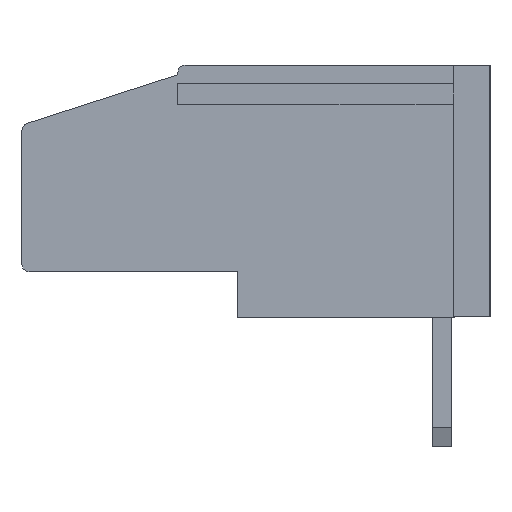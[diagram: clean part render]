
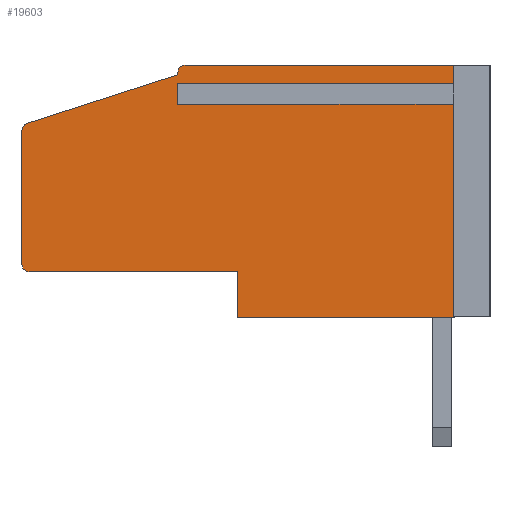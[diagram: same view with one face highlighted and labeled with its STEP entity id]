
A CAD part, left-side view. The second image highlights one B-rep face of the part: STEP entity #19603.
In plain terms, the highlighted planar face has unit normal (-1, 0, 0).
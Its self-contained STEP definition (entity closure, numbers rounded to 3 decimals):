
#24 = DIRECTION ( 'NONE',  ( 0., -1., 0. ) ) ;
#240 = ORIENTED_EDGE ( 'NONE', *, *, #35346, .F. ) ;
#286 = CARTESIAN_POINT ( 'NONE',  ( 0., 1.5, 10.5 ) ) ;
#448 = VECTOR ( 'NONE', #23545, 1000. ) ;
#1138 = EDGE_CURVE ( 'NONE', #38032, #33526, #29748, .T. ) ;
#1593 = CARTESIAN_POINT ( 'NONE',  ( 0., 13., 9.502 ) ) ;
#1979 = DIRECTION ( 'NONE',  ( 0., 0., -1. ) ) ;
#2519 = LINE ( 'NONE', #28412, #32592 ) ;
#2542 = VERTEX_POINT ( 'NONE', #23624 ) ;
#2874 = CARTESIAN_POINT ( 'NONE',  ( 0., 19.2, 2.2 ) ) ;
#3036 = ORIENTED_EDGE ( 'NONE', *, *, #31757, .F. ) ;
#3086 = DIRECTION ( 'NONE',  ( -1., 0., 0. ) ) ;
#3491 = DIRECTION ( 'NONE',  ( 0., 0., -1. ) ) ;
#3868 = CARTESIAN_POINT ( 'NONE',  ( 0., 19.5, 2.2 ) ) ;
#4174 = CARTESIAN_POINT ( 'NONE',  ( 0., 19.5, 0. ) ) ;
#4584 = LINE ( 'NONE', #31565, #21622 ) ;
#5299 = VERTEX_POINT ( 'NONE', #29400 ) ;
#6058 = CARTESIAN_POINT ( 'NONE',  ( 0., 13., 9.098 ) ) ;
#6342 = CARTESIAN_POINT ( 'NONE',  ( 0., 19.5, 10.5 ) ) ;
#6641 = EDGE_LOOP ( 'NONE', ( #6909, #41809, #28799, #23826, #40449, #240, #39207, #24183, #7448, #3036, #14352, #43037, #25193, #36753, #32002 ) ) ;
#6874 = VERTEX_POINT ( 'NONE', #12395 ) ;
#6909 = ORIENTED_EDGE ( 'NONE', *, *, #12645, .F. ) ;
#7448 = ORIENTED_EDGE ( 'NONE', *, *, #37620, .T. ) ;
#8004 = VECTOR ( 'NONE', #9749, 1000. ) ;
#8295 = CARTESIAN_POINT ( 'NONE',  ( 0., 19.5, 10.5 ) ) ;
#8319 = DIRECTION ( 'NONE',  ( 0., 0., 1. ) ) ;
#9096 = VECTOR ( 'NONE', #13558, 1000. ) ;
#9134 = VERTEX_POINT ( 'NONE', #35203 ) ;
#9549 = EDGE_CURVE ( 'NONE', #39517, #6874, #20042, .T. ) ;
#9749 = DIRECTION ( 'NONE',  ( 0., -1., 0. ) ) ;
#9767 = AXIS2_PLACEMENT_3D ( 'NONE', #2874, #3086, #22680 ) ;
#10107 = VECTOR ( 'NONE', #8319, 1000. ) ;
#10524 = LINE ( 'NONE', #20738, #41638 ) ;
#10533 = CARTESIAN_POINT ( 'NONE',  ( 0., 1.5, 0. ) ) ;
#11025 = CARTESIAN_POINT ( 'NONE',  ( 0., 12.7, 10.2 ) ) ;
#12395 = CARTESIAN_POINT ( 'NONE',  ( 0., 1.5, 10.5 ) ) ;
#12627 = CARTESIAN_POINT ( 'NONE',  ( 0., 12.7, 10.5 ) ) ;
#12645 = EDGE_CURVE ( 'NONE', #13414, #32429, #31573, .T. ) ;
#13414 = VERTEX_POINT ( 'NONE', #3868 ) ;
#13558 = DIRECTION ( 'NONE',  ( 0., -1., 0. ) ) ;
#13563 = EDGE_CURVE ( 'NONE', #20728, #38032, #2519, .T. ) ;
#13797 = VECTOR ( 'NONE', #35266, 1000. ) ;
#14352 = ORIENTED_EDGE ( 'NONE', *, *, #9549, .F. ) ;
#14819 = PLANE ( 'NONE',  #18389 ) ;
#15184 = DIRECTION ( 'NONE',  ( -1., 0., 0. ) ) ;
#15924 = VECTOR ( 'NONE', #17870, 1000. ) ;
#15940 = EDGE_CURVE ( 'NONE', #22598, #36282, #23764, .T. ) ;
#17476 = DIRECTION ( 'NONE',  ( 0., -1., 0. ) ) ;
#17870 = DIRECTION ( 'NONE',  ( 0., 0., 1. ) ) ;
#17967 = DIRECTION ( 'NONE',  ( 0., 0., -1. ) ) ;
#18201 = VECTOR ( 'NONE', #24, 1000. ) ;
#18360 = AXIS2_PLACEMENT_3D ( 'NONE', #11025, #20613, #17967 ) ;
#18389 = AXIS2_PLACEMENT_3D ( 'NONE', #41171, #31805, #1979 ) ;
#18426 = EDGE_CURVE ( 'NONE', #2542, #42404, #35274, .T. ) ;
#18477 = LINE ( 'NONE', #18693, #13797 ) ;
#18522 = VERTEX_POINT ( 'NONE', #25222 ) ;
#18606 = DIRECTION ( 'NONE',  ( 0., 0., -1. ) ) ;
#18693 = CARTESIAN_POINT ( 'NONE',  ( 0., 10.5, 1.9 ) ) ;
#19603 = ADVANCED_FACE ( 'NONE', ( #27887 ), #14819, .F. ) ;
#20042 = LINE ( 'NONE', #6342, #18201 ) ;
#20285 = EDGE_CURVE ( 'NONE', #31217, #32429, #37165, .T. ) ;
#20613 = DIRECTION ( 'NONE',  ( -1., 0., 0. ) ) ;
#20669 = LINE ( 'NONE', #33329, #26870 ) ;
#20728 = VERTEX_POINT ( 'NONE', #1593 ) ;
#20738 = CARTESIAN_POINT ( 'NONE',  ( 0., 13., 9.502 ) ) ;
#21156 = LINE ( 'NONE', #40574, #10107 ) ;
#21339 = CARTESIAN_POINT ( 'NONE',  ( 0., 10.5, 0. ) ) ;
#21622 = VECTOR ( 'NONE', #24383, 1000. ) ;
#22598 = VERTEX_POINT ( 'NONE', #21339 ) ;
#22680 = DIRECTION ( 'NONE',  ( 0., 0., -1. ) ) ;
#22771 = CARTESIAN_POINT ( 'NONE',  ( 0., 19.2, 7.782 ) ) ;
#23545 = DIRECTION ( 'NONE',  ( 0., 0., -1. ) ) ;
#23624 = CARTESIAN_POINT ( 'NONE',  ( 0., 10.5, 1.9 ) ) ;
#23646 = CARTESIAN_POINT ( 'NONE',  ( 0., 13., 9.098 ) ) ;
#23764 = LINE ( 'NONE', #4174, #9096 ) ;
#23826 = ORIENTED_EDGE ( 'NONE', *, *, #38700, .F. ) ;
#24183 = ORIENTED_EDGE ( 'NONE', *, *, #13563, .F. ) ;
#24383 = DIRECTION ( 'NONE',  ( 0., -0.952, 0.307 ) ) ;
#24799 = EDGE_CURVE ( 'NONE', #31217, #5299, #4584, .T. ) ;
#25193 = ORIENTED_EDGE ( 'NONE', *, *, #32524, .F. ) ;
#25222 = CARTESIAN_POINT ( 'NONE',  ( 0., 13., 10.2 ) ) ;
#26870 = VECTOR ( 'NONE', #3491, 1000. ) ;
#27887 = FACE_OUTER_BOUND ( 'NONE', #6641, .T. ) ;
#28412 = CARTESIAN_POINT ( 'NONE',  ( 0., 13., 9.502 ) ) ;
#28799 = ORIENTED_EDGE ( 'NONE', *, *, #18426, .F. ) ;
#29088 = DIRECTION ( 'NONE',  ( 0., 0., -1. ) ) ;
#29400 = CARTESIAN_POINT ( 'NONE',  ( 0., 13., 10.1 ) ) ;
#29748 = LINE ( 'NONE', #23646, #8004 ) ;
#31217 = VERTEX_POINT ( 'NONE', #39920 ) ;
#31321 = CIRCLE ( 'NONE', #9767, 0.3 ) ;
#31565 = CARTESIAN_POINT ( 'NONE',  ( 0., 19.5, 8. ) ) ;
#31573 = LINE ( 'NONE', #8295, #15924 ) ;
#31757 = EDGE_CURVE ( 'NONE', #6874, #9134, #33385, .T. ) ;
#31805 = DIRECTION ( 'NONE',  ( 1., 0., 0. ) ) ;
#32002 = ORIENTED_EDGE ( 'NONE', *, *, #20285, .T. ) ;
#32225 = DIRECTION ( 'NONE',  ( 0., 1., 0. ) ) ;
#32429 = VERTEX_POINT ( 'NONE', #37098 ) ;
#32524 = EDGE_CURVE ( 'NONE', #5299, #18522, #21156, .T. ) ;
#32592 = VECTOR ( 'NONE', #18606, 1000. ) ;
#32978 = VECTOR ( 'NONE', #32225, 1000. ) ;
#33003 = CIRCLE ( 'NONE', #18360, 0.3 ) ;
#33238 = EDGE_CURVE ( 'NONE', #39517, #18522, #33003, .T. ) ;
#33329 = CARTESIAN_POINT ( 'NONE',  ( 0., 1.5, 10.5 ) ) ;
#33385 = LINE ( 'NONE', #286, #448 ) ;
#33526 = VERTEX_POINT ( 'NONE', #36129 ) ;
#35203 = CARTESIAN_POINT ( 'NONE',  ( 0., 1.5, 9.502 ) ) ;
#35266 = DIRECTION ( 'NONE',  ( 0., 0., 1. ) ) ;
#35274 = LINE ( 'NONE', #35487, #32978 ) ;
#35346 = EDGE_CURVE ( 'NONE', #33526, #36282, #20669, .T. ) ;
#35487 = CARTESIAN_POINT ( 'NONE',  ( 0., 19.5, 1.9 ) ) ;
#36129 = CARTESIAN_POINT ( 'NONE',  ( 0., 1.5, 9.098 ) ) ;
#36282 = VERTEX_POINT ( 'NONE', #10533 ) ;
#36753 = ORIENTED_EDGE ( 'NONE', *, *, #24799, .F. ) ;
#37098 = CARTESIAN_POINT ( 'NONE',  ( 0., 19.5, 7.782 ) ) ;
#37165 = CIRCLE ( 'NONE', #42727, 0.3 ) ;
#37620 = EDGE_CURVE ( 'NONE', #20728, #9134, #10524, .T. ) ;
#38032 = VERTEX_POINT ( 'NONE', #6058 ) ;
#38700 = EDGE_CURVE ( 'NONE', #22598, #2542, #18477, .T. ) ;
#39207 = ORIENTED_EDGE ( 'NONE', *, *, #1138, .F. ) ;
#39517 = VERTEX_POINT ( 'NONE', #12627 ) ;
#39920 = CARTESIAN_POINT ( 'NONE',  ( 0., 19.292, 8.067 ) ) ;
#39948 = CARTESIAN_POINT ( 'NONE',  ( 0., 19.2, 1.9 ) ) ;
#40194 = EDGE_CURVE ( 'NONE', #13414, #42404, #31321, .T. ) ;
#40449 = ORIENTED_EDGE ( 'NONE', *, *, #15940, .T. ) ;
#40574 = CARTESIAN_POINT ( 'NONE',  ( 0., 13., 10.1 ) ) ;
#41171 = CARTESIAN_POINT ( 'NONE',  ( 0., 19.5, 10.5 ) ) ;
#41638 = VECTOR ( 'NONE', #17476, 1000. ) ;
#41809 = ORIENTED_EDGE ( 'NONE', *, *, #40194, .T. ) ;
#42404 = VERTEX_POINT ( 'NONE', #39948 ) ;
#42727 = AXIS2_PLACEMENT_3D ( 'NONE', #22771, #15184, #29088 ) ;
#43037 = ORIENTED_EDGE ( 'NONE', *, *, #33238, .T. ) ;
